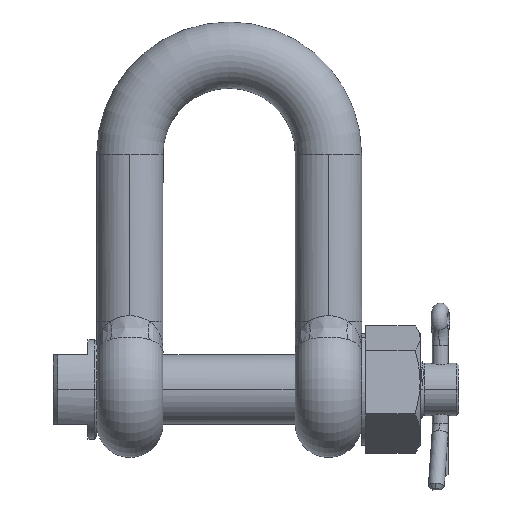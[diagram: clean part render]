
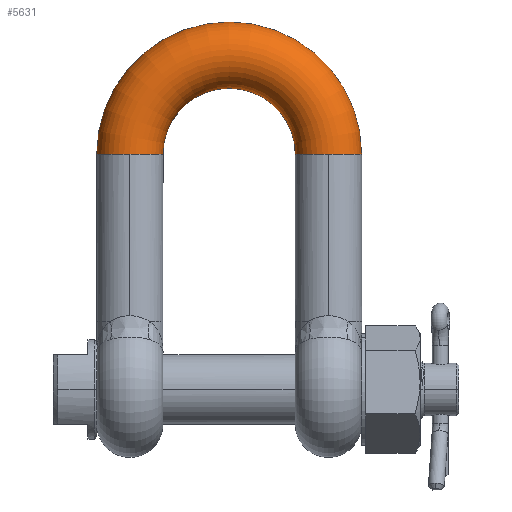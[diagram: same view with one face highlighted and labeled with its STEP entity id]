
A CAD part, top view. The second image highlights one B-rep face of the part: STEP entity #5631.
In plain terms, the highlighted toroidal (fillet/blend) face has major radius 14.262 mm and minor radius 4.763 mm.
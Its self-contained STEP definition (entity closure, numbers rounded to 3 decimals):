
#12 = VERTEX_POINT ( 'NONE', #2469 ) ;
#173 = VERTEX_POINT ( 'NONE', #6125 ) ;
#217 = CIRCLE ( 'NONE', #2557, 4.762 ) ;
#418 = DIRECTION ( 'NONE',  ( 0., 0., 1. ) ) ;
#442 = DIRECTION ( 'NONE',  ( 0., 1., 0. ) ) ;
#516 = ORIENTED_EDGE ( 'NONE', *, *, #1374, .T. ) ;
#622 = DIRECTION ( 'NONE',  ( 0., 1., 0. ) ) ;
#684 = DIRECTION ( 'NONE',  ( -1., 0., 0. ) ) ;
#712 = DIRECTION ( 'NONE',  ( 0., 0., -1. ) ) ;
#1178 = AXIS2_PLACEMENT_3D ( 'NONE', #5434, #2758, #684 ) ;
#1313 = DIRECTION ( 'NONE',  ( 0., 0., 1. ) ) ;
#1374 = EDGE_CURVE ( 'NONE', #4933, #12, #2728, .T. ) ;
#1514 = EDGE_LOOP ( 'NONE', ( #5034, #5253, #2218, #516, #4043, #3490 ) ) ;
#1646 = EDGE_CURVE ( 'NONE', #3600, #4967, #3666, .T. ) ;
#1673 = TOROIDAL_SURFACE ( 'NONE', #1178, 14.262, 4.762 ) ;
#1773 = AXIS2_PLACEMENT_3D ( 'NONE', #2291, #5403, #4916 ) ;
#1785 = DIRECTION ( 'NONE',  ( 0., -1., 0. ) ) ;
#1910 = AXIS2_PLACEMENT_3D ( 'NONE', #4926, #1785, #5426 ) ;
#2051 = CIRCLE ( 'NONE', #3556, 4.762 ) ;
#2058 = CARTESIAN_POINT ( 'NONE',  ( 0., 33.75, 0. ) ) ;
#2218 = ORIENTED_EDGE ( 'NONE', *, *, #3663, .T. ) ;
#2291 = CARTESIAN_POINT ( 'NONE',  ( 0., 33.75, 0. ) ) ;
#2469 = CARTESIAN_POINT ( 'NONE',  ( 9.5, 33.75, 0. ) ) ;
#2487 = DIRECTION ( 'NONE',  ( -1., 0., 0. ) ) ;
#2557 = AXIS2_PLACEMENT_3D ( 'NONE', #6758, #622, #1313 ) ;
#2635 = EDGE_CURVE ( 'NONE', #3600, #2810, #217, .T. ) ;
#2728 = CIRCLE ( 'NONE', #5386, 9.5 ) ;
#2758 = DIRECTION ( 'NONE',  ( 0., 0., -1. ) ) ;
#2810 = VERTEX_POINT ( 'NONE', #3453 ) ;
#2886 = AXIS2_PLACEMENT_3D ( 'NONE', #6655, #3527, #418 ) ;
#2958 = CARTESIAN_POINT ( 'NONE',  ( 19.025, 33.75, 0. ) ) ;
#2986 = CARTESIAN_POINT ( 'NONE',  ( -19.025, 33.75, 0. ) ) ;
#3453 = CARTESIAN_POINT ( 'NONE',  ( -14.262, 33.75, 4.762 ) ) ;
#3490 = ORIENTED_EDGE ( 'NONE', *, *, #4307, .F. ) ;
#3527 = DIRECTION ( 'NONE',  ( 0., -1., 0. ) ) ;
#3551 = CARTESIAN_POINT ( 'NONE',  ( -14.262, 33.75, 0. ) ) ;
#3556 = AXIS2_PLACEMENT_3D ( 'NONE', #3551, #442, #4091 ) ;
#3600 = VERTEX_POINT ( 'NONE', #2986 ) ;
#3609 = EDGE_CURVE ( 'NONE', #173, #12, #3843, .T. ) ;
#3663 = EDGE_CURVE ( 'NONE', #2810, #4933, #2051, .T. ) ;
#3666 = CIRCLE ( 'NONE', #1773, 19.025 ) ;
#3843 = CIRCLE ( 'NONE', #2886, 4.762 ) ;
#4043 = ORIENTED_EDGE ( 'NONE', *, *, #3609, .F. ) ;
#4091 = DIRECTION ( 'NONE',  ( 0., 0., 1. ) ) ;
#4307 = EDGE_CURVE ( 'NONE', #4967, #173, #6340, .T. ) ;
#4632 = FACE_OUTER_BOUND ( 'NONE', #1514, .T. ) ;
#4916 = DIRECTION ( 'NONE',  ( -1., 0., 0. ) ) ;
#4926 = CARTESIAN_POINT ( 'NONE',  ( 14.262, 33.75, 0. ) ) ;
#4933 = VERTEX_POINT ( 'NONE', #5531 ) ;
#4967 = VERTEX_POINT ( 'NONE', #2958 ) ;
#5034 = ORIENTED_EDGE ( 'NONE', *, *, #1646, .F. ) ;
#5253 = ORIENTED_EDGE ( 'NONE', *, *, #2635, .T. ) ;
#5386 = AXIS2_PLACEMENT_3D ( 'NONE', #2058, #712, #2487 ) ;
#5403 = DIRECTION ( 'NONE',  ( 0., 0., -1. ) ) ;
#5426 = DIRECTION ( 'NONE',  ( 0., 0., 1. ) ) ;
#5434 = CARTESIAN_POINT ( 'NONE',  ( 0., 33.75, 0. ) ) ;
#5531 = CARTESIAN_POINT ( 'NONE',  ( -9.5, 33.75, 0. ) ) ;
#5631 = ADVANCED_FACE ( 'NONE', ( #4632 ), #1673, .T. ) ;
#6125 = CARTESIAN_POINT ( 'NONE',  ( 14.262, 33.75, 4.762 ) ) ;
#6340 = CIRCLE ( 'NONE', #1910, 4.762 ) ;
#6655 = CARTESIAN_POINT ( 'NONE',  ( 14.262, 33.75, 0. ) ) ;
#6758 = CARTESIAN_POINT ( 'NONE',  ( -14.262, 33.75, 0. ) ) ;
